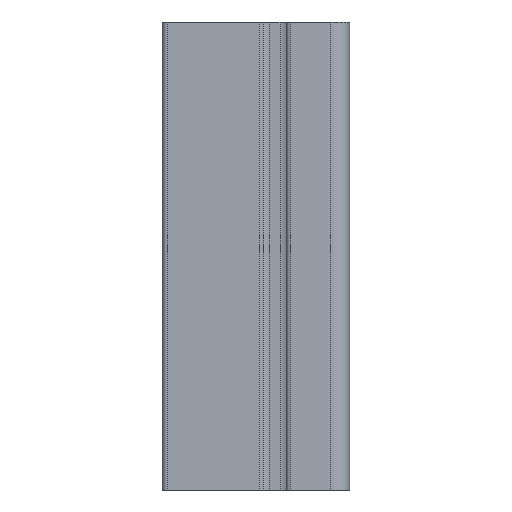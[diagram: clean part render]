
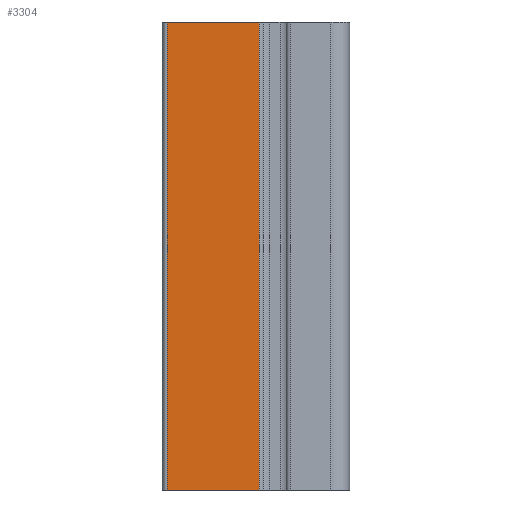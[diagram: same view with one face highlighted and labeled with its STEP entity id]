
A CAD part, left-side view. The second image highlights one B-rep face of the part: STEP entity #3304.
In plain terms, the highlighted planar face has unit normal (-1, 0, 0).
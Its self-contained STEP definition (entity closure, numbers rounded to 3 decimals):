
#32=PLANE('',#3508);
#124=FACE_OUTER_BOUND('',#298,.T.);
#298=EDGE_LOOP('',(#2248,#2249,#2250,#2251));
#516=LINE('',#5088,#840);
#517=LINE('',#5090,#841);
#518=LINE('',#5092,#842);
#519=LINE('',#5093,#843);
#840=VECTOR('',#3994,100.);
#841=VECTOR('',#3995,19.7);
#842=VECTOR('',#3996,100.);
#843=VECTOR('',#3997,19.7);
#1380=VERTEX_POINT('',#5086);
#1381=VERTEX_POINT('',#5087);
#1382=VERTEX_POINT('',#5089);
#1383=VERTEX_POINT('',#5091);
#1728=EDGE_CURVE('',#1380,#1381,#516,.T.);
#1729=EDGE_CURVE('',#1382,#1381,#517,.T.);
#1730=EDGE_CURVE('',#1382,#1383,#518,.T.);
#1731=EDGE_CURVE('',#1383,#1380,#519,.T.);
#2248=ORIENTED_EDGE('',*,*,#1728,.T.);
#2249=ORIENTED_EDGE('',*,*,#1729,.F.);
#2250=ORIENTED_EDGE('',*,*,#1730,.T.);
#2251=ORIENTED_EDGE('',*,*,#1731,.T.);
#3304=ADVANCED_FACE('',(#124),#32,.T.);
#3508=AXIS2_PLACEMENT_3D('',#5085,#3992,#3993);
#3992=DIRECTION('center_axis',(-1.,0.,0.));
#3993=DIRECTION('ref_axis',(0.,-1.,0.));
#3994=DIRECTION('',(0.,0.,1.));
#3995=DIRECTION('',(0.,-1.,0.));
#3996=DIRECTION('',(0.,0.,-1.));
#3997=DIRECTION('',(0.,-1.,0.));
#5085=CARTESIAN_POINT('Origin',(-20.,20.,-300.));
#5086=CARTESIAN_POINT('',(-20.,-0.7,-300.));
#5087=CARTESIAN_POINT('',(-20.,-0.7,-200.));
#5088=CARTESIAN_POINT('',(-20.,-0.7,-300.));
#5089=CARTESIAN_POINT('',(-20.,19.,-200.));
#5090=CARTESIAN_POINT('',(-20.,20.,-200.));
#5091=CARTESIAN_POINT('',(-20.,19.,-300.));
#5092=CARTESIAN_POINT('',(-20.,19.,-300.));
#5093=CARTESIAN_POINT('',(-20.,20.,-300.));
